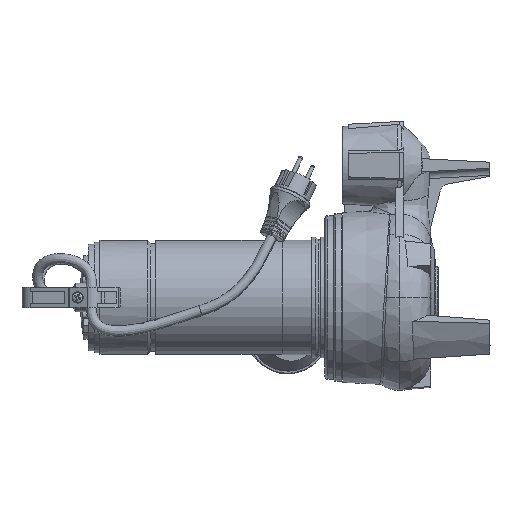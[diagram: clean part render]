
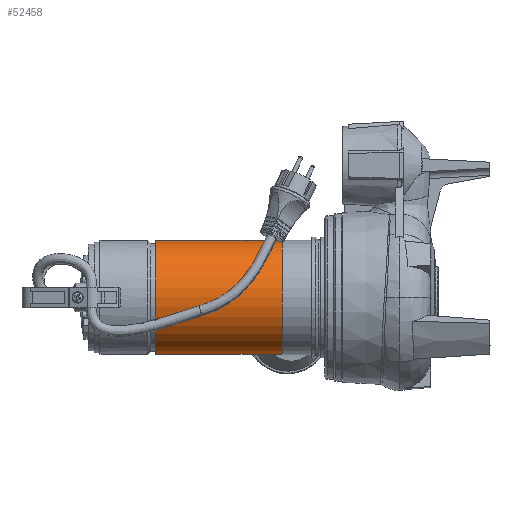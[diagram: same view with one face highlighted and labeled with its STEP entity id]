
A CAD part, left-side view. The second image highlights one B-rep face of the part: STEP entity #52458.
In plain terms, the highlighted cylindrical face has radius 56 mm (diameter 112 mm), a partial arc.
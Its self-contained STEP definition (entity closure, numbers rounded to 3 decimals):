
#2600 = AXIS2_PLACEMENT_3D ( 'NONE', #43401, #22297, #37065 ) ;
#6250 = DIRECTION ( 'NONE',  ( 0., -1., 0. ) ) ;
#6487 = VECTOR ( 'NONE', #66084, 1000. ) ;
#11339 = FACE_OUTER_BOUND ( 'NONE', #41730, .T. ) ;
#12101 = CARTESIAN_POINT ( 'NONE',  ( 0., 143.501, -56. ) ) ;
#15992 = CARTESIAN_POINT ( 'NONE',  ( 0., 267.501, 0. ) ) ;
#18163 = EDGE_CURVE ( 'NONE', #36885, #64066, #31569, .T. ) ;
#20064 = CARTESIAN_POINT ( 'NONE',  ( 0., 143.501, 56. ) ) ;
#20749 = CYLINDRICAL_SURFACE ( 'NONE', #42991, 56. ) ;
#22261 = LINE ( 'NONE', #37349, #52762 ) ;
#22297 = DIRECTION ( 'NONE',  ( 0., 1., 0. ) ) ;
#24171 = ORIENTED_EDGE ( 'NONE', *, *, #53723, .T. ) ;
#25194 = LINE ( 'NONE', #29904, #6487 ) ;
#26540 = ORIENTED_EDGE ( 'NONE', *, *, #18163, .T. ) ;
#26650 = CARTESIAN_POINT ( 'NONE',  ( 0., 267.501, 56. ) ) ;
#27424 = EDGE_CURVE ( 'NONE', #40029, #40156, #59503, .T. ) ;
#29904 = CARTESIAN_POINT ( 'NONE',  ( 0., 267.501, -56. ) ) ;
#31569 = CIRCLE ( 'NONE', #2600, 56. ) ;
#36885 = VERTEX_POINT ( 'NONE', #12101 ) ;
#37065 = DIRECTION ( 'NONE',  ( 0., 0., -1. ) ) ;
#37349 = CARTESIAN_POINT ( 'NONE',  ( 0., 267.501, 56. ) ) ;
#40029 = VERTEX_POINT ( 'NONE', #26650 ) ;
#40156 = VERTEX_POINT ( 'NONE', #50710 ) ;
#41208 = CARTESIAN_POINT ( 'NONE',  ( 0., 267.501, 0. ) ) ;
#41730 = EDGE_LOOP ( 'NONE', ( #43797, #57285, #24171, #26540 ) ) ;
#42991 = AXIS2_PLACEMENT_3D ( 'NONE', #41208, #61635, #46542 ) ;
#43401 = CARTESIAN_POINT ( 'NONE',  ( 0., 143.501, 0. ) ) ;
#43797 = ORIENTED_EDGE ( 'NONE', *, *, #61091, .F. ) ;
#46542 = DIRECTION ( 'NONE',  ( 0., 0., -1. ) ) ;
#50710 = CARTESIAN_POINT ( 'NONE',  ( 0., 267.501, -56. ) ) ;
#51853 = DIRECTION ( 'NONE',  ( 0., 0., -1. ) ) ;
#52458 = ADVANCED_FACE ( 'NONE', ( #11339 ), #20749, .T. ) ;
#52762 = VECTOR ( 'NONE', #61826, 1000. ) ;
#53723 = EDGE_CURVE ( 'NONE', #40156, #36885, #25194, .T. ) ;
#55206 = AXIS2_PLACEMENT_3D ( 'NONE', #15992, #6250, #51853 ) ;
#57285 = ORIENTED_EDGE ( 'NONE', *, *, #27424, .T. ) ;
#59503 = CIRCLE ( 'NONE', #55206, 56. ) ;
#61091 = EDGE_CURVE ( 'NONE', #40029, #64066, #22261, .T. ) ;
#61635 = DIRECTION ( 'NONE',  ( 0., -1., 0. ) ) ;
#61826 = DIRECTION ( 'NONE',  ( 0., -1., 0. ) ) ;
#64066 = VERTEX_POINT ( 'NONE', #20064 ) ;
#66084 = DIRECTION ( 'NONE',  ( 0., -1., 0. ) ) ;
